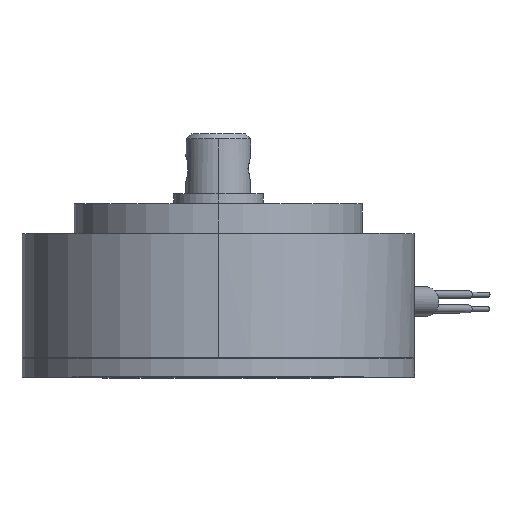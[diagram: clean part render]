
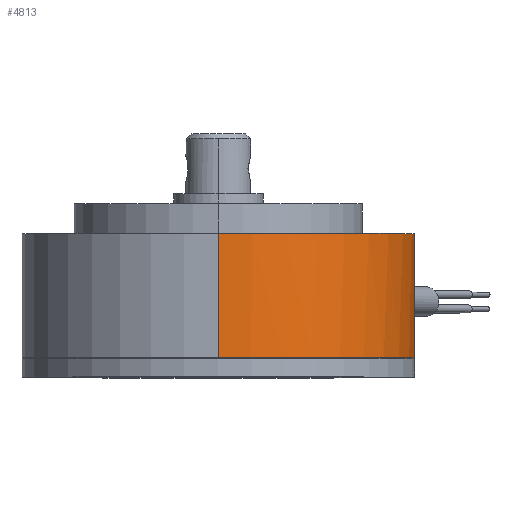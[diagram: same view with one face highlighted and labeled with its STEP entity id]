
A CAD part, top view. The second image highlights one B-rep face of the part: STEP entity #4813.
In plain terms, the highlighted cylindrical face has radius 39.5 mm (diameter 79 mm), a partial arc.
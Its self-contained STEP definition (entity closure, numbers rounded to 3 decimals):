
#7 = DIRECTION ( 'NONE',  ( 0., 0., -1. ) ) ;
#12 = AXIS2_PLACEMENT_3D ( 'NONE', #11985, #775, #2666 ) ;
#121 = CARTESIAN_POINT ( 'NONE',  ( 0., 25., 0. ) ) ;
#188 = CARTESIAN_POINT ( 'NONE',  ( 0., 25., -39.5 ) ) ;
#207 = DIRECTION ( 'NONE',  ( 0., -1., 0. ) ) ;
#506 = CARTESIAN_POINT ( 'NONE',  ( 0., 0., 39.5 ) ) ;
#581 = VERTEX_POINT ( 'NONE', #11293 ) ;
#775 = DIRECTION ( 'NONE',  ( 0., -1., 0. ) ) ;
#886 = EDGE_CURVE ( 'NONE', #4321, #6063, #2566, .T. ) ;
#1091 = DIRECTION ( 'NONE',  ( 0., 0., -1. ) ) ;
#1120 = VERTEX_POINT ( 'NONE', #5855 ) ;
#1202 = ORIENTED_EDGE ( 'NONE', *, *, #2990, .F. ) ;
#1212 = VERTEX_POINT ( 'NONE', #4122 ) ;
#1431 = AXIS2_PLACEMENT_3D ( 'NONE', #11310, #5693, #7 ) ;
#1486 = ORIENTED_EDGE ( 'NONE', *, *, #3299, .T. ) ;
#1688 = VERTEX_POINT ( 'NONE', #6867 ) ;
#1853 = CARTESIAN_POINT ( 'NONE',  ( 6.059, 0., -39.033 ) ) ;
#2308 = ORIENTED_EDGE ( 'NONE', *, *, #11609, .F. ) ;
#2427 = VECTOR ( 'NONE', #2500, 1000. ) ;
#2500 = DIRECTION ( 'NONE',  ( 0., 1., 0. ) ) ;
#2566 = LINE ( 'NONE', #9131, #2427 ) ;
#2577 = EDGE_CURVE ( 'NONE', #6063, #6495, #4166, .T. ) ;
#2582 = LINE ( 'NONE', #506, #11225 ) ;
#2666 = DIRECTION ( 'NONE',  ( 0., 0., -1. ) ) ;
#2982 = AXIS2_PLACEMENT_3D ( 'NONE', #9160, #3477, #10092 ) ;
#2990 = EDGE_CURVE ( 'NONE', #6495, #1688, #10328, .T. ) ;
#3137 = CARTESIAN_POINT ( 'NONE',  ( 6.059, 23., -39.033 ) ) ;
#3299 = EDGE_CURVE ( 'NONE', #581, #1120, #2582, .T. ) ;
#3381 = VECTOR ( 'NONE', #6602, 1000. ) ;
#3477 = DIRECTION ( 'NONE',  ( 0., -1., 0. ) ) ;
#4122 = CARTESIAN_POINT ( 'NONE',  ( 0., 0., -39.5 ) ) ;
#4163 = ORIENTED_EDGE ( 'NONE', *, *, #4300, .F. ) ;
#4166 = CIRCLE ( 'NONE', #6254, 39.5 ) ;
#4298 = CIRCLE ( 'NONE', #1431, 39.5 ) ;
#4300 = EDGE_CURVE ( 'NONE', #8724, #1212, #9134, .T. ) ;
#4321 = VERTEX_POINT ( 'NONE', #1853 ) ;
#4813 = ADVANCED_FACE ( 'NONE', ( #5397 ), #8953, .T. ) ;
#5029 = ORIENTED_EDGE ( 'NONE', *, *, #886, .F. ) ;
#5121 = ORIENTED_EDGE ( 'NONE', *, *, #10410, .F. ) ;
#5397 = FACE_OUTER_BOUND ( 'NONE', #9667, .T. ) ;
#5693 = DIRECTION ( 'NONE',  ( 0., -1., 0. ) ) ;
#5809 = ORIENTED_EDGE ( 'NONE', *, *, #2577, .F. ) ;
#5855 = CARTESIAN_POINT ( 'NONE',  ( 0., 0., 39.5 ) ) ;
#6063 = VERTEX_POINT ( 'NONE', #3137 ) ;
#6154 = CARTESIAN_POINT ( 'NONE',  ( 23.316, 0., -31.884 ) ) ;
#6254 = AXIS2_PLACEMENT_3D ( 'NONE', #10002, #8133, #7548 ) ;
#6320 = VECTOR ( 'NONE', #207, 1000. ) ;
#6495 = VERTEX_POINT ( 'NONE', #9959 ) ;
#6602 = DIRECTION ( 'NONE',  ( 0., -1., 0. ) ) ;
#6682 = ORIENTED_EDGE ( 'NONE', *, *, #11909, .T. ) ;
#6752 = DIRECTION ( 'NONE',  ( 0., -1., 0. ) ) ;
#6867 = CARTESIAN_POINT ( 'NONE',  ( 23.316, 0., -31.884 ) ) ;
#7548 = DIRECTION ( 'NONE',  ( 0., 0., -1. ) ) ;
#8133 = DIRECTION ( 'NONE',  ( 0., -1., 0. ) ) ;
#8724 = VERTEX_POINT ( 'NONE', #188 ) ;
#8838 = CARTESIAN_POINT ( 'NONE',  ( 0., 0., -39.5 ) ) ;
#8953 = CYLINDRICAL_SURFACE ( 'NONE', #12, 39.5 ) ;
#8975 = DIRECTION ( 'NONE',  ( 0., -1., 0. ) ) ;
#9131 = CARTESIAN_POINT ( 'NONE',  ( 6.059, 0., -39.033 ) ) ;
#9134 = LINE ( 'NONE', #8838, #6320 ) ;
#9160 = CARTESIAN_POINT ( 'NONE',  ( 0., 0., 0. ) ) ;
#9667 = EDGE_LOOP ( 'NONE', ( #6682, #1486, #2308, #1202, #5809, #5029, #5121, #4163 ) ) ;
#9959 = CARTESIAN_POINT ( 'NONE',  ( 23.316, 23., -31.884 ) ) ;
#10002 = CARTESIAN_POINT ( 'NONE',  ( 0., 23., 0. ) ) ;
#10092 = DIRECTION ( 'NONE',  ( 0., 0., -1. ) ) ;
#10328 = LINE ( 'NONE', #6154, #3381 ) ;
#10410 = EDGE_CURVE ( 'NONE', #1212, #4321, #4298, .T. ) ;
#10636 = CIRCLE ( 'NONE', #12222, 39.5 ) ;
#11225 = VECTOR ( 'NONE', #8975, 1000. ) ;
#11246 = CIRCLE ( 'NONE', #2982, 39.5 ) ;
#11293 = CARTESIAN_POINT ( 'NONE',  ( 0., 25., 39.5 ) ) ;
#11310 = CARTESIAN_POINT ( 'NONE',  ( 0., 0., 0. ) ) ;
#11609 = EDGE_CURVE ( 'NONE', #1688, #1120, #11246, .T. ) ;
#11909 = EDGE_CURVE ( 'NONE', #8724, #581, #10636, .T. ) ;
#11985 = CARTESIAN_POINT ( 'NONE',  ( 0., 0., 0. ) ) ;
#12222 = AXIS2_PLACEMENT_3D ( 'NONE', #121, #6752, #1091 ) ;
